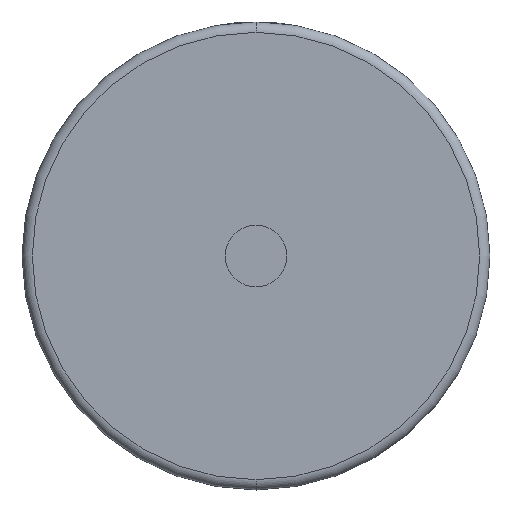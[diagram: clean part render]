
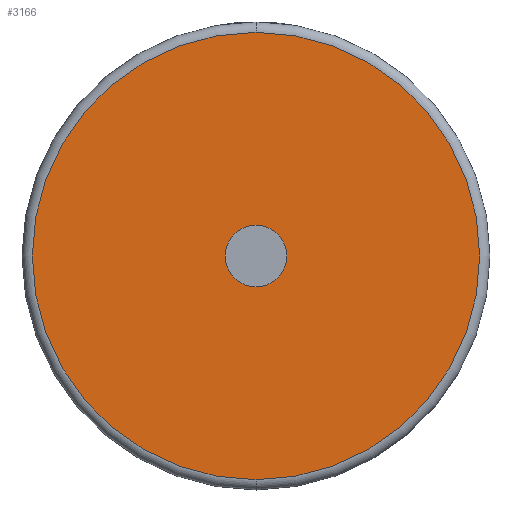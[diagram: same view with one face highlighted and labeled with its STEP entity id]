
A CAD part, front view. The second image highlights one B-rep face of the part: STEP entity #3166.
In plain terms, the highlighted planar face has unit normal (0, -1, 0).
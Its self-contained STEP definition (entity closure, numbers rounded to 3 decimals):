
#19 = PLANE ( 'NONE',  #3414 ) ;
#92 = EDGE_CURVE ( 'NONE', #2050, #654, #3380, .T. ) ;
#132 = CIRCLE ( 'NONE', #2785, 43.5 ) ;
#273 = CARTESIAN_POINT ( 'NONE',  ( 0., 0., 0. ) ) ;
#300 = EDGE_CURVE ( 'NONE', #2059, #1812, #3377, .T. ) ;
#384 = AXIS2_PLACEMENT_3D ( 'NONE', #2780, #406, #417 ) ;
#396 = DIRECTION ( 'NONE',  ( 0., 0., 1. ) ) ;
#406 = DIRECTION ( 'NONE',  ( 0., -1., 0. ) ) ;
#417 = DIRECTION ( 'NONE',  ( 0., 0., 1. ) ) ;
#528 = DIRECTION ( 'NONE',  ( 0., -1., 0. ) ) ;
#609 = CARTESIAN_POINT ( 'NONE',  ( 0., 0., 0. ) ) ;
#654 = VERTEX_POINT ( 'NONE', #762 ) ;
#762 = CARTESIAN_POINT ( 'NONE',  ( 0., 0., -43.5 ) ) ;
#807 = EDGE_LOOP ( 'NONE', ( #1892, #3540 ) ) ;
#853 = CIRCLE ( 'NONE', #384, 6. ) ;
#857 = CARTESIAN_POINT ( 'NONE',  ( 0., 0., -6. ) ) ;
#918 = EDGE_CURVE ( 'NONE', #1812, #2059, #853, .T. ) ;
#926 = AXIS2_PLACEMENT_3D ( 'NONE', #1889, #3597, #396 ) ;
#1437 = ORIENTED_EDGE ( 'NONE', *, *, #918, .F. ) ;
#1721 = FACE_BOUND ( 'NONE', #2705, .T. ) ;
#1812 = VERTEX_POINT ( 'NONE', #3638 ) ;
#1889 = CARTESIAN_POINT ( 'NONE',  ( 0., 0., 0. ) ) ;
#1892 = ORIENTED_EDGE ( 'NONE', *, *, #92, .T. ) ;
#2014 = DIRECTION ( 'NONE',  ( 0., 0., 1. ) ) ;
#2050 = VERTEX_POINT ( 'NONE', #2604 ) ;
#2059 = VERTEX_POINT ( 'NONE', #857 ) ;
#2172 = FACE_OUTER_BOUND ( 'NONE', #807, .T. ) ;
#2254 = DIRECTION ( 'NONE',  ( 0., 0., 1. ) ) ;
#2368 = DIRECTION ( 'NONE',  ( 0., -1., 0. ) ) ;
#2604 = CARTESIAN_POINT ( 'NONE',  ( 0., 0., 43.5 ) ) ;
#2668 = DIRECTION ( 'NONE',  ( 0., 0., 1. ) ) ;
#2705 = EDGE_LOOP ( 'NONE', ( #1437, #3074 ) ) ;
#2766 = EDGE_CURVE ( 'NONE', #654, #2050, #132, .T. ) ;
#2780 = CARTESIAN_POINT ( 'NONE',  ( 0., 0., 0. ) ) ;
#2785 = AXIS2_PLACEMENT_3D ( 'NONE', #609, #2368, #2668 ) ;
#2913 = CARTESIAN_POINT ( 'NONE',  ( 0., 0., 0. ) ) ;
#2935 = DIRECTION ( 'NONE',  ( 0., 1., 0. ) ) ;
#3074 = ORIENTED_EDGE ( 'NONE', *, *, #300, .F. ) ;
#3166 = ADVANCED_FACE ( 'NONE', ( #2172, #1721 ), #19, .F. ) ;
#3377 = CIRCLE ( 'NONE', #3426, 6. ) ;
#3380 = CIRCLE ( 'NONE', #926, 43.5 ) ;
#3414 = AXIS2_PLACEMENT_3D ( 'NONE', #2913, #2935, #2014 ) ;
#3426 = AXIS2_PLACEMENT_3D ( 'NONE', #273, #528, #2254 ) ;
#3540 = ORIENTED_EDGE ( 'NONE', *, *, #2766, .T. ) ;
#3597 = DIRECTION ( 'NONE',  ( 0., -1., 0. ) ) ;
#3638 = CARTESIAN_POINT ( 'NONE',  ( 0., 0., 6. ) ) ;
